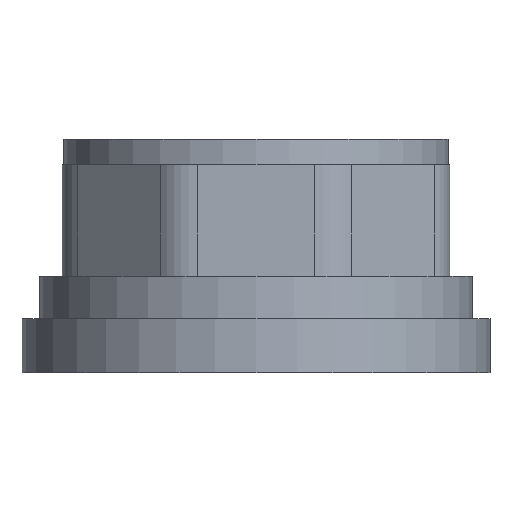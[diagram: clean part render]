
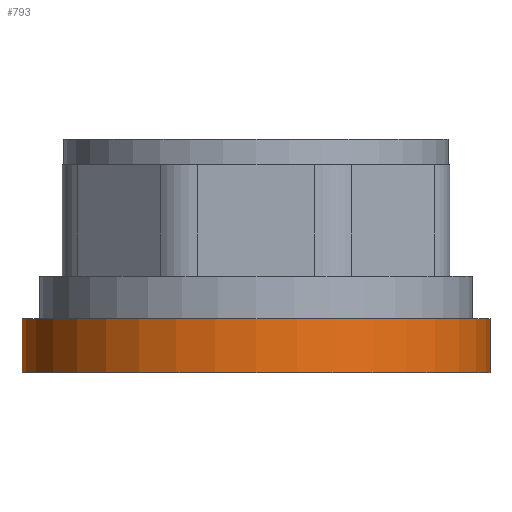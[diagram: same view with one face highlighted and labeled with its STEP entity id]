
A CAD part, front view. The second image highlights one B-rep face of the part: STEP entity #793.
In plain terms, the highlighted cylindrical face has radius 22.05 mm (diameter 44.1 mm), a full revolution.
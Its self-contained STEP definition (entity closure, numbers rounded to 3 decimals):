
#54=FACE_OUTER_BOUND('',#101,.T.);
#101=EDGE_LOOP('',(#574,#575,#576,#577));
#142=CIRCLE('',#859,22.05);
#144=CIRCLE('',#862,22.05);
#220=LINE('',#3572,#272);
#272=VECTOR('',#979,22.05);
#348=VERTEX_POINT('',#3566);
#350=VERTEX_POINT('',#3571);
#440=EDGE_CURVE('',#348,#348,#142,.T.);
#442=EDGE_CURVE('',#348,#350,#220,.T.);
#443=EDGE_CURVE('',#350,#350,#144,.T.);
#574=ORIENTED_EDGE('',*,*,#440,.F.);
#575=ORIENTED_EDGE('',*,*,#442,.T.);
#576=ORIENTED_EDGE('',*,*,#443,.T.);
#577=ORIENTED_EDGE('',*,*,#442,.F.);
#763=CYLINDRICAL_SURFACE('',#861,22.05);
#793=ADVANCED_FACE('',(#54),#763,.T.);
#859=AXIS2_PLACEMENT_3D('',#3567,#973,#974);
#861=AXIS2_PLACEMENT_3D('',#3570,#977,#978);
#862=AXIS2_PLACEMENT_3D('',#3573,#980,#981);
#973=DIRECTION('center_axis',(0.,0.,-1.));
#974=DIRECTION('ref_axis',(0.,1.,0.));
#977=DIRECTION('center_axis',(0.,0.,-1.));
#978=DIRECTION('ref_axis',(0.,1.,0.));
#979=DIRECTION('',(0.,0.,1.));
#980=DIRECTION('center_axis',(0.,0.,-1.));
#981=DIRECTION('ref_axis',(0.,1.,0.));
#3566=CARTESIAN_POINT('',(0.,-22.05,0.));
#3567=CARTESIAN_POINT('Origin',(0.,0.,0.));
#3570=CARTESIAN_POINT('Origin',(0.,0.,30.663));
#3571=CARTESIAN_POINT('',(0.,-22.05,5.1));
#3572=CARTESIAN_POINT('',(0.,-22.05,30.663));
#3573=CARTESIAN_POINT('Origin',(0.,0.,5.1));
